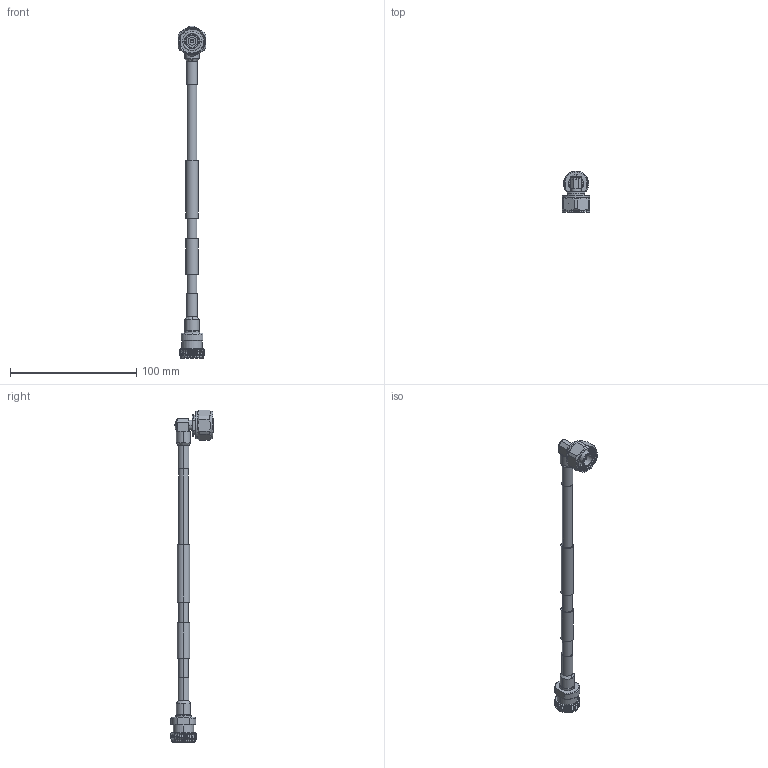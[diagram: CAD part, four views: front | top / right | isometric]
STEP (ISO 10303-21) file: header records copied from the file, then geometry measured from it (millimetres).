
FILE_DESCRIPTION (( 'STEP AP214' ), '1' );
FILE_NAME ('PE3C7824.step', '2021-02-09T19:13:28', ( '' ), ( '' ), 'SwSTEP 2.0', 'SolidWorks 2018', '' );
FILE_SCHEMA (( 'AUTOMOTIVE_DESIGN' ));
Length unit declared in the file: inch
Products named in the file (5): PE45651^PE3C7824; PE45652^PE3C7824; PE-1/4SFHC^PE3C7824; PE3C7824; Heat Shrink^PE3C7824
Assembly tree (5 placements, depth 2):
  PE3C7824
    PE-1/4SFHC^PE3C7824
    Heat Shrink^PE3C7824  x2
    PE45651^PE3C7824
    PE45652^PE3C7824
Bounding box: 22 x 33.43 x 262.91 mm (x, y, z)
Volume: 23962.1 mm3; surface area: 13994.2 mm2
Topology: 7 solids, 7 shells, 257 faces, 621 edges, 398 vertices
Faces by surface type: cylinder 115, plane 72, cone 42, bspline 16, torus 8, sphere 4
Entity records: 12113 total; most frequent: CARTESIAN_POINT 6286, ORIENTED_EDGE 1206, DIRECTION 1141, EDGE_CURVE 603, AXIS2_PLACEMENT_3D 467, VERTEX_POINT 386, EDGE_LOOP 275, FACE_OUTER_BOUND 249
